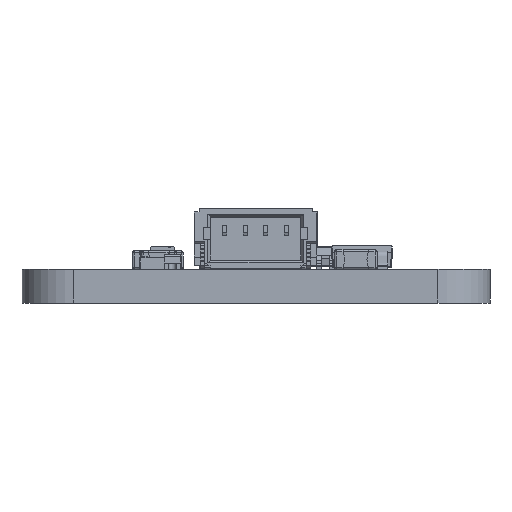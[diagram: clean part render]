
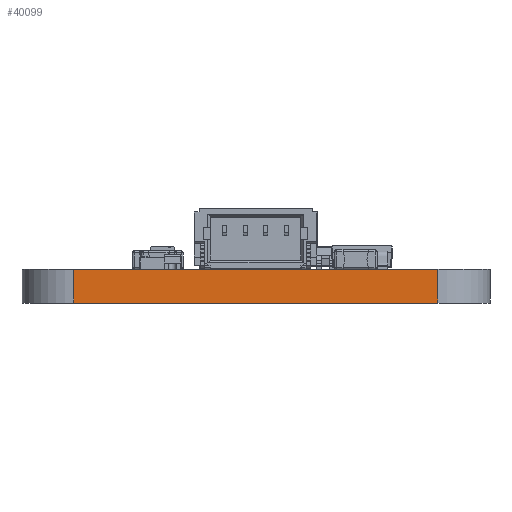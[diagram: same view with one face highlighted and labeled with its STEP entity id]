
A CAD part, left-side view. The second image highlights one B-rep face of the part: STEP entity #40099.
In plain terms, the highlighted planar face has unit normal (-1, 0, 0).
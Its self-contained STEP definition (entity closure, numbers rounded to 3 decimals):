
#1960=PLANE('',#42874);
#3686=FACE_OUTER_BOUND('',#6022,.T.);
#6022=EDGE_LOOP('',(#28182,#28183,#28184,#28185));
#8536=LINE('',#57123,#13088);
#8537=LINE('',#57126,#13089);
#8538=LINE('',#57128,#13090);
#8539=LINE('',#57129,#13091);
#13088=VECTOR('',#46251,10.);
#13089=VECTOR('',#46254,10.);
#13090=VECTOR('',#46255,10.);
#13091=VECTOR('',#46256,10.);
#18514=VERTEX_POINT('',#57119);
#18515=VERTEX_POINT('',#57121);
#18516=VERTEX_POINT('',#57125);
#18517=VERTEX_POINT('',#57127);
#22325=EDGE_CURVE('',#18514,#18515,#8536,.T.);
#22326=EDGE_CURVE('',#18516,#18514,#8537,.T.);
#22327=EDGE_CURVE('',#18517,#18515,#8538,.T.);
#22328=EDGE_CURVE('',#18516,#18517,#8539,.T.);
#28182=ORIENTED_EDGE('',*,*,#22326,.T.);
#28183=ORIENTED_EDGE('',*,*,#22325,.T.);
#28184=ORIENTED_EDGE('',*,*,#22327,.F.);
#28185=ORIENTED_EDGE('',*,*,#22328,.F.);
#40099=ADVANCED_FACE('',(#3686),#1960,.T.);
#42874=AXIS2_PLACEMENT_3D('',#57124,#46252,#46253);
#46251=DIRECTION('',(0.,0.,1.));
#46252=DIRECTION('center_axis',(-1.,0.,0.));
#46253=DIRECTION('ref_axis',(0.,-1.,0.));
#46254=DIRECTION('',(0.,-1.,0.));
#46255=DIRECTION('',(0.,-1.,0.));
#46256=DIRECTION('',(0.,0.,1.));
#57119=CARTESIAN_POINT('',(-12.7,-8.89,0.));
#57121=CARTESIAN_POINT('',(-12.7,-8.89,1.65));
#57123=CARTESIAN_POINT('',(-12.7,-8.89,0.));
#57124=CARTESIAN_POINT('Origin',(-12.7,8.89,0.));
#57125=CARTESIAN_POINT('',(-12.7,8.89,0.));
#57126=CARTESIAN_POINT('',(-12.7,8.89,0.));
#57127=CARTESIAN_POINT('',(-12.7,8.89,1.65));
#57128=CARTESIAN_POINT('',(-12.7,8.89,1.65));
#57129=CARTESIAN_POINT('',(-12.7,8.89,0.));
